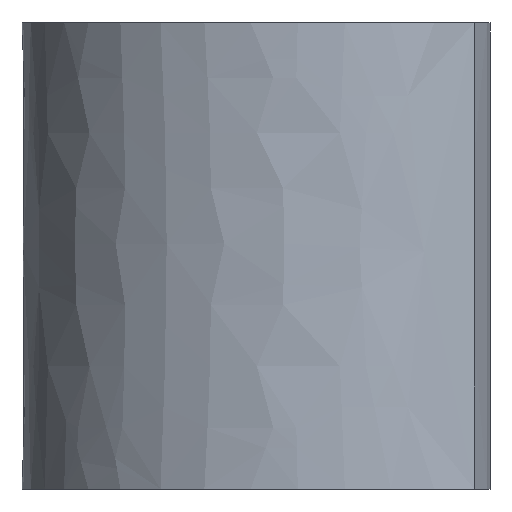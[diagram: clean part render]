
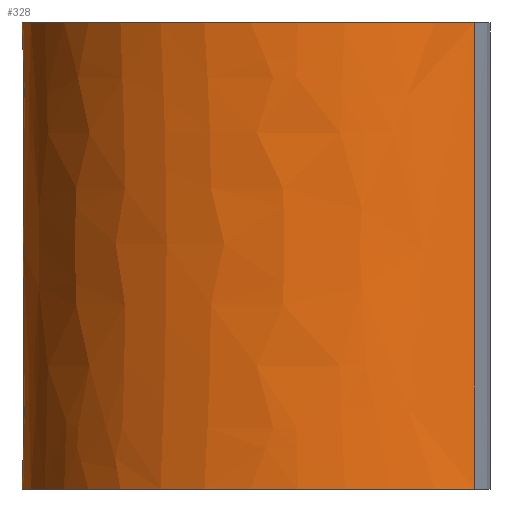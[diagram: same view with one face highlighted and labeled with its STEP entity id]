
A CAD part, top view. The second image highlights one B-rep face of the part: STEP entity #328.
In plain terms, the highlighted free-form (B-spline) face has degree [3, 1] with [4, 4] control points.
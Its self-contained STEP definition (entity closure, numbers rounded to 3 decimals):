
#46=CARTESIAN_POINT('',(-85.047,46.044,72.888));
#47=VERTEX_POINT('',#46);
#67=CARTESIAN_POINT('',(-85.047,36.544,72.888));
#68=VERTEX_POINT('',#67);
#69=CARTESIAN_POINT('',(-85.047,36.544,72.888));
#70=DIRECTION('',(-0.,1.,0.));
#71=VECTOR('',#70,9.5);
#72=LINE('',#69,#71);
#73=EDGE_CURVE('',#68,#47,#72,.T.);
#127=CARTESIAN_POINT('',(-94.218,46.044,68.486));
#128=VERTEX_POINT('',#127);
#135=CARTESIAN_POINT('',(-85.047,46.044,72.888));
#136=CARTESIAN_POINT('',(-85.259,46.044,73.05));
#137=CARTESIAN_POINT('',(-85.483,46.044,73.196));
#138=CARTESIAN_POINT('',(-85.718,46.044,73.327));
#139=CARTESIAN_POINT('',(-85.952,46.044,73.458));
#140=CARTESIAN_POINT('',(-86.195,46.044,73.571));
#141=CARTESIAN_POINT('',(-86.442,46.044,73.668));
#142=CARTESIAN_POINT('',(-86.689,46.044,73.764));
#143=CARTESIAN_POINT('',(-86.942,46.044,73.843));
#144=CARTESIAN_POINT('',(-87.201,46.044,73.907));
#145=CARTESIAN_POINT('',(-87.459,46.044,73.97));
#146=CARTESIAN_POINT('',(-87.725,46.044,74.016));
#147=CARTESIAN_POINT('',(-87.991,46.044,74.046));
#148=CARTESIAN_POINT('',(-88.522,46.044,74.104));
#149=CARTESIAN_POINT('',(-89.052,46.044,74.094));
#150=CARTESIAN_POINT('',(-89.582,46.044,74.016));
#151=CARTESIAN_POINT('',(-89.847,46.044,73.977));
#152=CARTESIAN_POINT('',(-90.111,46.044,73.92));
#153=CARTESIAN_POINT('',(-90.367,46.044,73.847));
#154=CARTESIAN_POINT('',(-90.623,46.044,73.774));
#155=CARTESIAN_POINT('',(-90.874,46.044,73.684));
#156=CARTESIAN_POINT('',(-91.12,46.044,73.577));
#157=CARTESIAN_POINT('',(-91.243,46.044,73.524));
#158=CARTESIAN_POINT('',(-91.364,46.044,73.465));
#159=CARTESIAN_POINT('',(-91.483,46.044,73.404));
#160=CARTESIAN_POINT('',(-91.602,46.044,73.342));
#161=CARTESIAN_POINT('',(-91.718,46.044,73.276));
#162=CARTESIAN_POINT('',(-91.831,46.044,73.206));
#163=CARTESIAN_POINT('',(-92.058,46.044,73.067));
#164=CARTESIAN_POINT('',(-92.274,46.044,72.913));
#165=CARTESIAN_POINT('',(-92.478,46.044,72.742));
#166=CARTESIAN_POINT('',(-92.683,46.044,72.572));
#167=CARTESIAN_POINT('',(-92.878,46.044,72.383));
#168=CARTESIAN_POINT('',(-93.054,46.044,72.184));
#169=CARTESIAN_POINT('',(-93.231,46.044,71.984));
#170=CARTESIAN_POINT('',(-93.39,46.044,71.772));
#171=CARTESIAN_POINT('',(-93.532,46.044,71.548));
#172=CARTESIAN_POINT('',(-93.603,46.044,71.436));
#173=CARTESIAN_POINT('',(-93.669,46.044,71.321));
#174=CARTESIAN_POINT('',(-93.731,46.044,71.203));
#175=CARTESIAN_POINT('',(-93.793,46.044,71.085));
#176=CARTESIAN_POINT('',(-93.851,46.044,70.962));
#177=CARTESIAN_POINT('',(-93.903,46.044,70.839));
#178=CARTESIAN_POINT('',(-94.006,46.044,70.591));
#179=CARTESIAN_POINT('',(-94.088,46.044,70.338));
#180=CARTESIAN_POINT('',(-94.146,46.044,70.079));
#181=CARTESIAN_POINT('',(-94.205,46.044,69.82));
#182=CARTESIAN_POINT('',(-94.241,46.044,69.556));
#183=CARTESIAN_POINT('',(-94.254,46.044,69.287));
#184=CARTESIAN_POINT('',(-94.266,46.044,69.017));
#185=CARTESIAN_POINT('',(-94.254,46.044,68.751));
#186=CARTESIAN_POINT('',(-94.218,46.044,68.486));
#187=B_SPLINE_CURVE_WITH_KNOTS('',3,(#135,#136,#137,#138,#139,#140,#141,#142,#143,#144,#145,#146,#147,#148,#149,#150,#151,#152,#153,#154,#155,#156,#157,#158,#159,#160,
#161,#162,#163,#164,#165,#166,#167,#168,#169,#170,#171,#172,#173,#174,#175,#176,#177,#178,#179,#180,#181,#182,#183,#184,#185,
#186),.UNSPECIFIED.,.F.,.F.,(4,3,3,3,3,3,3,3,3,3,3,3,3,3,3,3,3,4),(0.04,0.041,0.041,0.042,0.043,0.045,0.045,0.046,0.047,0.047,0.048,0.049,0.049,0.05,0.05,0.051,0.052,0.053),.UNSPECIFIED.);
#188=EDGE_CURVE('',#47,#128,#187,.T.);
#217=CARTESIAN_POINT('',(-94.218,36.544,68.486));
#218=VERTEX_POINT('',#217);
#219=CARTESIAN_POINT('',(-85.047,36.544,72.888));
#220=CARTESIAN_POINT('',(-85.259,36.544,73.05));
#221=CARTESIAN_POINT('',(-85.483,36.544,73.196));
#222=CARTESIAN_POINT('',(-85.718,36.544,73.327));
#223=CARTESIAN_POINT('',(-85.952,36.544,73.458));
#224=CARTESIAN_POINT('',(-86.195,36.544,73.571));
#225=CARTESIAN_POINT('',(-86.442,36.544,73.668));
#226=CARTESIAN_POINT('',(-86.689,36.544,73.764));
#227=CARTESIAN_POINT('',(-86.942,36.544,73.843));
#228=CARTESIAN_POINT('',(-87.201,36.544,73.907));
#229=CARTESIAN_POINT('',(-87.459,36.544,73.97));
#230=CARTESIAN_POINT('',(-87.725,36.544,74.016));
#231=CARTESIAN_POINT('',(-87.991,36.544,74.046));
#232=CARTESIAN_POINT('',(-88.522,36.544,74.104));
#233=CARTESIAN_POINT('',(-89.052,36.544,74.094));
#234=CARTESIAN_POINT('',(-89.582,36.544,74.016));
#235=CARTESIAN_POINT('',(-89.847,36.544,73.977));
#236=CARTESIAN_POINT('',(-90.111,36.544,73.92));
#237=CARTESIAN_POINT('',(-90.367,36.544,73.847));
#238=CARTESIAN_POINT('',(-90.623,36.544,73.774));
#239=CARTESIAN_POINT('',(-90.874,36.544,73.684));
#240=CARTESIAN_POINT('',(-91.12,36.544,73.577));
#241=CARTESIAN_POINT('',(-91.243,36.544,73.524));
#242=CARTESIAN_POINT('',(-91.364,36.544,73.465));
#243=CARTESIAN_POINT('',(-91.483,36.544,73.404));
#244=CARTESIAN_POINT('',(-91.602,36.544,73.342));
#245=CARTESIAN_POINT('',(-91.718,36.544,73.276));
#246=CARTESIAN_POINT('',(-91.831,36.544,73.206));
#247=CARTESIAN_POINT('',(-92.058,36.544,73.067));
#248=CARTESIAN_POINT('',(-92.274,36.544,72.913));
#249=CARTESIAN_POINT('',(-92.478,36.544,72.742));
#250=CARTESIAN_POINT('',(-92.683,36.544,72.572));
#251=CARTESIAN_POINT('',(-92.878,36.544,72.383));
#252=CARTESIAN_POINT('',(-93.054,36.544,72.184));
#253=CARTESIAN_POINT('',(-93.231,36.544,71.984));
#254=CARTESIAN_POINT('',(-93.39,36.544,71.772));
#255=CARTESIAN_POINT('',(-93.532,36.544,71.548));
#256=CARTESIAN_POINT('',(-93.603,36.544,71.436));
#257=CARTESIAN_POINT('',(-93.669,36.544,71.321));
#258=CARTESIAN_POINT('',(-93.731,36.544,71.203));
#259=CARTESIAN_POINT('',(-93.793,36.544,71.085));
#260=CARTESIAN_POINT('',(-93.851,36.544,70.962));
#261=CARTESIAN_POINT('',(-93.903,36.544,70.839));
#262=CARTESIAN_POINT('',(-94.006,36.544,70.591));
#263=CARTESIAN_POINT('',(-94.088,36.544,70.338));
#264=CARTESIAN_POINT('',(-94.146,36.544,70.079));
#265=CARTESIAN_POINT('',(-94.205,36.544,69.82));
#266=CARTESIAN_POINT('',(-94.241,36.544,69.556));
#267=CARTESIAN_POINT('',(-94.254,36.544,69.287));
#268=CARTESIAN_POINT('',(-94.266,36.544,69.017));
#269=CARTESIAN_POINT('',(-94.254,36.544,68.751));
#270=CARTESIAN_POINT('',(-94.218,36.544,68.486));
#271=B_SPLINE_CURVE_WITH_KNOTS('',3,(#219,#220,#221,#222,#223,#224,#225,#226,#227,#228,#229,#230,#231,#232,#233,#234,#235,#236,#237,#238,#239,#240,#241,#242,#243,#244,
#245,#246,#247,#248,#249,#250,#251,#252,#253,#254,#255,#256,#257,#258,#259,#260,#261,#262,#263,#264,#265,#266,#267,#268,#269,
#270),.UNSPECIFIED.,.F.,.F.,(4,3,3,3,3,3,3,3,3,3,3,3,3,3,3,3,3,4),(0.04,0.041,0.041,0.042,0.043,0.045,0.045,0.046,0.047,0.047,0.048,0.049,0.049,0.05,0.05,0.051,0.052,0.053),.UNSPECIFIED.);
#272=EDGE_CURVE('',#68,#218,#271,.T.);
#300=CARTESIAN_POINT('',(-85.047,36.544,72.888));
#301=CARTESIAN_POINT('',(-85.047,37.444,72.888));
#302=CARTESIAN_POINT('',(-85.047,41.544,72.888));
#303=CARTESIAN_POINT('',(-85.047,46.044,72.888));
#304=CARTESIAN_POINT('',(-89.631,36.544,76.384));
#305=CARTESIAN_POINT('',(-89.631,37.444,76.384));
#306=CARTESIAN_POINT('',(-89.631,41.544,76.384));
#307=CARTESIAN_POINT('',(-89.631,46.044,76.384));
#308=CARTESIAN_POINT('',(-94.937,36.544,73.837));
#309=CARTESIAN_POINT('',(-94.937,37.444,73.837));
#310=CARTESIAN_POINT('',(-94.937,41.544,73.837));
#311=CARTESIAN_POINT('',(-94.937,46.044,73.837));
#312=CARTESIAN_POINT('',(-94.218,36.544,68.486));
#313=CARTESIAN_POINT('',(-94.218,37.444,68.486));
#314=CARTESIAN_POINT('',(-94.218,41.544,68.486));
#315=CARTESIAN_POINT('',(-94.218,46.044,68.486));
#316=(BOUNDED_SURFACE()
B_SPLINE_SURFACE(3,1,((#300,#301,#302,#303),(#304,#305,#306,#307),(#308,#309,#310,#311),(#312,#313,#314,#315)),.UNSPECIFIED.,.F.,.F.,.U.)
B_SPLINE_SURFACE_WITH_KNOTS((4,4),(2,1,1,2),(0.,1.),(-0.22,0.,1.,2.098),.UNSPECIFIED.)
GEOMETRIC_REPRESENTATION_ITEM()
RATIONAL_B_SPLINE_SURFACE(((1.,1.,1.,1.),(0.576,0.576,0.576,0.576),(0.576,0.576,0.576,0.576),(1.,1.,1.,1.)))
REPRESENTATION_ITEM('')
SURFACE()
);
#317=ORIENTED_EDGE('',*,*,#188,.T.);
#318=CARTESIAN_POINT('',(-94.218,36.544,68.486));
#319=DIRECTION('',(-0.,1.,0.));
#320=VECTOR('',#319,9.5);
#321=LINE('',#318,#320);
#322=EDGE_CURVE('',#218,#128,#321,.T.);
#323=ORIENTED_EDGE('',*,*,#322,.F.);
#324=ORIENTED_EDGE('',*,*,#272,.F.);
#325=ORIENTED_EDGE('',*,*,#73,.T.);
#326=EDGE_LOOP('',(#317,#323,#324,#325));
#327=FACE_BOUND('',#326,.T.);
#328=ADVANCED_FACE('',(#327),#316,.F.);
